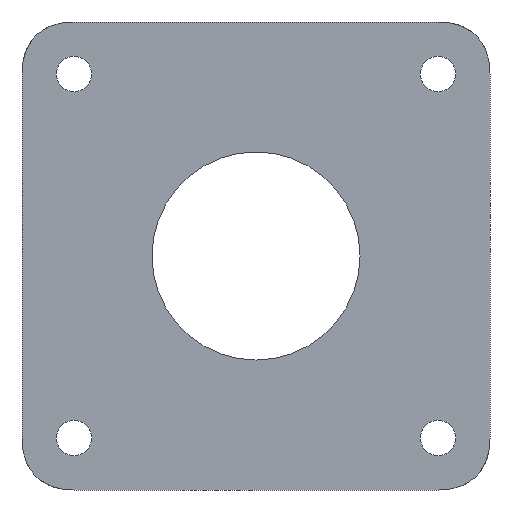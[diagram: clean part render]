
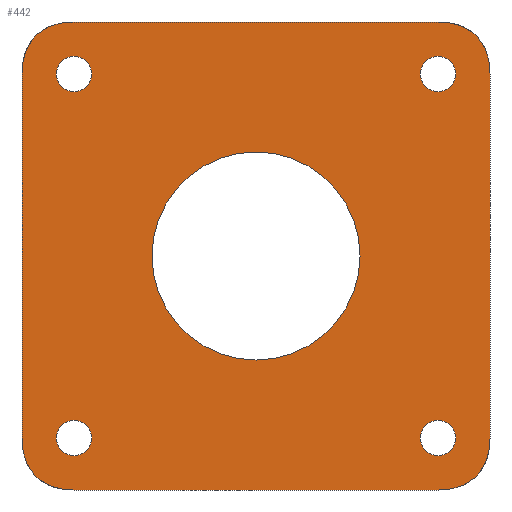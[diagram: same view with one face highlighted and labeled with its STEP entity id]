
A CAD part, front view. The second image highlights one B-rep face of the part: STEP entity #442.
In plain terms, the highlighted planar face has unit normal (0, -1, 0).
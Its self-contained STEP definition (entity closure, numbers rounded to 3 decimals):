
#17=B_SPLINE_CURVE_WITH_KNOTS('',3,(#710,#711,#712,#713,#714,#715,#716,
#717,#718,#719),.UNSPECIFIED.,.F.,.F.,(4,3,3,4),(0.,0.461,0.922,
1.614),.UNSPECIFIED.);
#23=B_SPLINE_CURVE_WITH_KNOTS('',3,(#797,#798,#799,#800,#801,#802,#803,
#804,#805,#806),.UNSPECIFIED.,.F.,.F.,(4,3,3,4),(0.,0.461,0.922,
1.614),.UNSPECIFIED.);
#26=B_SPLINE_CURVE_WITH_KNOTS('',3,(#841,#842,#843,#844,#845,#846,#847,
#848,#849,#850),.UNSPECIFIED.,.F.,.F.,(4,3,3,4),(0.,0.461,
0.922,1.614),.UNSPECIFIED.);
#30=B_SPLINE_CURVE_WITH_KNOTS('',3,(#891,#892,#893,#894,#895,#896,#897,
#898,#899,#900),.UNSPECIFIED.,.F.,.F.,(4,3,3,4),(0.,0.461,0.922,
1.614),.UNSPECIFIED.);
#55=FACE_BOUND('',#135,.T.);
#56=FACE_BOUND('',#136,.T.);
#57=FACE_BOUND('',#137,.T.);
#58=FACE_BOUND('',#138,.T.);
#59=FACE_BOUND('',#139,.T.);
#70=PLANE('',#501);
#97=FACE_OUTER_BOUND('',#134,.T.);
#134=EDGE_LOOP('',(#401,#402,#403,#404,#405,#406,#407,#408));
#135=EDGE_LOOP('',(#409));
#136=EDGE_LOOP('',(#410));
#137=EDGE_LOOP('',(#411));
#138=EDGE_LOOP('',(#412));
#139=EDGE_LOOP('',(#413));
#152=LINE('',#767,#172);
#153=LINE('',#861,#173);
#154=LINE('',#902,#174);
#159=LINE('',#924,#179);
#172=VECTOR('',#574,10.);
#173=VECTOR('',#577,10.);
#174=VECTOR('',#580,10.);
#179=VECTOR('',#611,10.);
#189=CIRCLE('',#471,20.);
#191=CIRCLE('',#474,3.39);
#193=CIRCLE('',#477,3.39);
#195=CIRCLE('',#480,3.39);
#197=CIRCLE('',#483,3.39);
#211=VERTEX_POINT('',#641);
#213=VERTEX_POINT('',#647);
#215=VERTEX_POINT('',#653);
#217=VERTEX_POINT('',#659);
#219=VERTEX_POINT('',#665);
#222=VERTEX_POINT('',#704);
#223=VERTEX_POINT('',#709);
#230=VERTEX_POINT('',#766);
#231=VERTEX_POINT('',#796);
#232=VERTEX_POINT('',#835);
#233=VERTEX_POINT('',#840);
#234=VERTEX_POINT('',#856);
#235=VERTEX_POINT('',#886);
#253=EDGE_CURVE('',#211,#211,#189,.T.);
#256=EDGE_CURVE('',#213,#213,#191,.F.);
#259=EDGE_CURVE('',#215,#215,#193,.F.);
#262=EDGE_CURVE('',#217,#217,#195,.F.);
#265=EDGE_CURVE('',#219,#219,#197,.F.);
#268=EDGE_CURVE('',#222,#223,#17,.T.);
#277=EDGE_CURVE('',#223,#230,#152,.T.);
#279=EDGE_CURVE('',#230,#231,#23,.T.);
#282=EDGE_CURVE('',#232,#233,#26,.T.);
#285=EDGE_CURVE('',#234,#232,#153,.T.);
#287=EDGE_CURVE('',#235,#234,#30,.T.);
#288=EDGE_CURVE('',#231,#235,#154,.T.);
#297=EDGE_CURVE('',#233,#222,#159,.T.);
#401=ORIENTED_EDGE('',*,*,#268,.F.);
#402=ORIENTED_EDGE('',*,*,#297,.F.);
#403=ORIENTED_EDGE('',*,*,#282,.F.);
#404=ORIENTED_EDGE('',*,*,#285,.F.);
#405=ORIENTED_EDGE('',*,*,#287,.F.);
#406=ORIENTED_EDGE('',*,*,#288,.F.);
#407=ORIENTED_EDGE('',*,*,#279,.F.);
#408=ORIENTED_EDGE('',*,*,#277,.F.);
#409=ORIENTED_EDGE('',*,*,#256,.T.);
#410=ORIENTED_EDGE('',*,*,#259,.T.);
#411=ORIENTED_EDGE('',*,*,#262,.T.);
#412=ORIENTED_EDGE('',*,*,#265,.T.);
#413=ORIENTED_EDGE('',*,*,#253,.T.);
#442=ADVANCED_FACE('',(#97,#55,#56,#57,#58,#59),#70,.F.);
#471=AXIS2_PLACEMENT_3D('',#643,#536,#537);
#474=AXIS2_PLACEMENT_3D('',#649,#543,#544);
#477=AXIS2_PLACEMENT_3D('',#655,#550,#551);
#480=AXIS2_PLACEMENT_3D('',#661,#557,#558);
#483=AXIS2_PLACEMENT_3D('',#667,#564,#565);
#501=AXIS2_PLACEMENT_3D('',#925,#612,#613);
#536=DIRECTION('center_axis',(0.,1.,0.));
#537=DIRECTION('ref_axis',(-1.,0.,0.));
#543=DIRECTION('center_axis',(0.,-1.,0.));
#544=DIRECTION('ref_axis',(-1.,0.,0.));
#550=DIRECTION('center_axis',(0.,-1.,0.));
#551=DIRECTION('ref_axis',(-1.,0.,0.));
#557=DIRECTION('center_axis',(0.,-1.,0.));
#558=DIRECTION('ref_axis',(-1.,0.,0.));
#564=DIRECTION('center_axis',(0.,-1.,0.));
#565=DIRECTION('ref_axis',(-1.,0.,0.));
#574=DIRECTION('',(0.,0.,1.));
#577=DIRECTION('',(0.,0.,-1.));
#580=DIRECTION('',(1.,0.,0.));
#611=DIRECTION('',(-1.,0.,0.));
#612=DIRECTION('center_axis',(0.,1.,0.));
#613=DIRECTION('ref_axis',(1.,0.,0.));
#641=CARTESIAN_POINT('',(20.,0.,0.));
#643=CARTESIAN_POINT('Origin',(0.,0.,0.));
#647=CARTESIAN_POINT('',(38.39,0.,35.));
#649=CARTESIAN_POINT('Origin',(35.,0.,35.));
#653=CARTESIAN_POINT('',(38.39,0.,-35.));
#655=CARTESIAN_POINT('Origin',(35.,0.,-35.));
#659=CARTESIAN_POINT('',(-31.61,0.,35.));
#661=CARTESIAN_POINT('Origin',(-35.,0.,35.));
#665=CARTESIAN_POINT('',(-31.61,0.,-35.));
#667=CARTESIAN_POINT('Origin',(-35.,0.,-35.));
#704=CARTESIAN_POINT('',(-35.,0.,-45.));
#709=CARTESIAN_POINT('',(-45.,0.,-35.));
#710=CARTESIAN_POINT('Ctrl Pts',(-35.,0.,-45.));
#711=CARTESIAN_POINT('Ctrl Pts',(-36.694,0.,
-45.));
#712=CARTESIAN_POINT('Ctrl Pts',(-38.279,0.,
-44.722));
#713=CARTESIAN_POINT('Ctrl Pts',(-39.653,0.,
-44.144));
#714=CARTESIAN_POINT('Ctrl Pts',(-41.027,0.,
-43.566));
#715=CARTESIAN_POINT('Ctrl Pts',(-42.189,0.,
-42.687));
#716=CARTESIAN_POINT('Ctrl Pts',(-43.057,0.,
-41.547));
#717=CARTESIAN_POINT('Ctrl Pts',(-44.359,0.,
-39.837));
#718=CARTESIAN_POINT('Ctrl Pts',(-45.,0.,-37.54));
#719=CARTESIAN_POINT('Ctrl Pts',(-45.,0.,-35.));
#766=CARTESIAN_POINT('',(-45.,0.,35.));
#767=CARTESIAN_POINT('',(-45.,0.,-45.));
#796=CARTESIAN_POINT('',(-35.,0.,45.));
#797=CARTESIAN_POINT('Ctrl Pts',(-45.,0.,35.));
#798=CARTESIAN_POINT('Ctrl Pts',(-45.,0.,36.694));
#799=CARTESIAN_POINT('Ctrl Pts',(-44.722,0.,
38.279));
#800=CARTESIAN_POINT('Ctrl Pts',(-44.144,0.,
39.653));
#801=CARTESIAN_POINT('Ctrl Pts',(-43.566,0.,
41.027));
#802=CARTESIAN_POINT('Ctrl Pts',(-42.687,0.,
42.189));
#803=CARTESIAN_POINT('Ctrl Pts',(-41.547,0.,
43.057));
#804=CARTESIAN_POINT('Ctrl Pts',(-39.837,0.,
44.359));
#805=CARTESIAN_POINT('Ctrl Pts',(-37.54,0.,
45.));
#806=CARTESIAN_POINT('Ctrl Pts',(-35.,0.,45.));
#835=CARTESIAN_POINT('',(45.,0.,-35.));
#840=CARTESIAN_POINT('',(35.,0.,-45.));
#841=CARTESIAN_POINT('Ctrl Pts',(45.,0.,-35.));
#842=CARTESIAN_POINT('Ctrl Pts',(45.,0.,-36.694));
#843=CARTESIAN_POINT('Ctrl Pts',(44.722,0.,
-38.279));
#844=CARTESIAN_POINT('Ctrl Pts',(44.144,0.,
-39.653));
#845=CARTESIAN_POINT('Ctrl Pts',(43.566,0.,
-41.027));
#846=CARTESIAN_POINT('Ctrl Pts',(42.687,0.,
-42.189));
#847=CARTESIAN_POINT('Ctrl Pts',(41.547,0.,
-43.057));
#848=CARTESIAN_POINT('Ctrl Pts',(39.837,0.,
-44.359));
#849=CARTESIAN_POINT('Ctrl Pts',(37.54,0.,
-45.));
#850=CARTESIAN_POINT('Ctrl Pts',(35.,0.,-45.));
#856=CARTESIAN_POINT('',(45.,0.,35.));
#861=CARTESIAN_POINT('',(45.,0.,45.));
#886=CARTESIAN_POINT('',(35.,0.,45.));
#891=CARTESIAN_POINT('Ctrl Pts',(35.,0.,45.));
#892=CARTESIAN_POINT('Ctrl Pts',(36.694,0.,
45.));
#893=CARTESIAN_POINT('Ctrl Pts',(38.279,0.,44.722));
#894=CARTESIAN_POINT('Ctrl Pts',(39.653,0.,
44.144));
#895=CARTESIAN_POINT('Ctrl Pts',(41.027,0.,43.566));
#896=CARTESIAN_POINT('Ctrl Pts',(42.189,0.,
42.687));
#897=CARTESIAN_POINT('Ctrl Pts',(43.057,0.,
41.547));
#898=CARTESIAN_POINT('Ctrl Pts',(44.359,0.,
39.837));
#899=CARTESIAN_POINT('Ctrl Pts',(45.,0.,37.54));
#900=CARTESIAN_POINT('Ctrl Pts',(45.,0.,35.));
#902=CARTESIAN_POINT('',(-45.,0.,45.));
#924=CARTESIAN_POINT('',(45.,0.,-45.));
#925=CARTESIAN_POINT('Origin',(0.,0.,0.));
